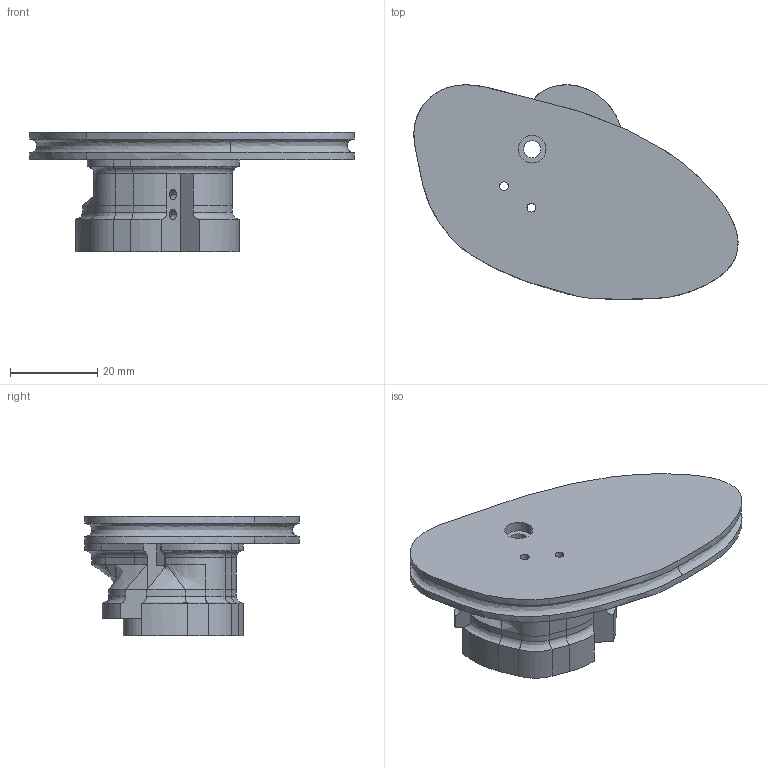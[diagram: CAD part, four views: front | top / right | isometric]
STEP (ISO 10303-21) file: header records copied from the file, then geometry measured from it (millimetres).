
FILE_DESCRIPTION (( 'STEP AP214' ), '1' );
FILE_NAME ('asm-cams.STEP', '2025-10-19T01:44:20', ( '' ), ( '' ), 'SwSTEP 2.0', 'SolidWorks 2025', '' );
FILE_SCHEMA (( 'AUTOMOTIVE_DESIGN' ));
Length unit declared in the file: millimetre
Products named in the file (4): cams-joined^asm-cams; cam-transmission; asm-cams; cam_storage
Assembly tree (3 placements, depth 2):
  asm-cams
    cam-transmission
    cam_storage
    cams-joined^asm-cams
Bounding box: 74.44 x 49.26 x 27.52 mm (x, y, z)
Volume: 55144.2 mm3; surface area: 26838.7 mm2
Topology: 10 solids, 10 shells, 264 faces, 664 edges, 424 vertices
Faces by surface type: plane 106, cylinder 94, bspline 62, torus 2
Entity records: 14620 total; most frequent: CARTESIAN_POINT 8398, ORIENTED_EDGE 1328, DIRECTION 1108, EDGE_CURVE 664, VERTEX_POINT 424, AXIS2_PLACEMENT_3D 374, LINE 360, VECTOR 360
